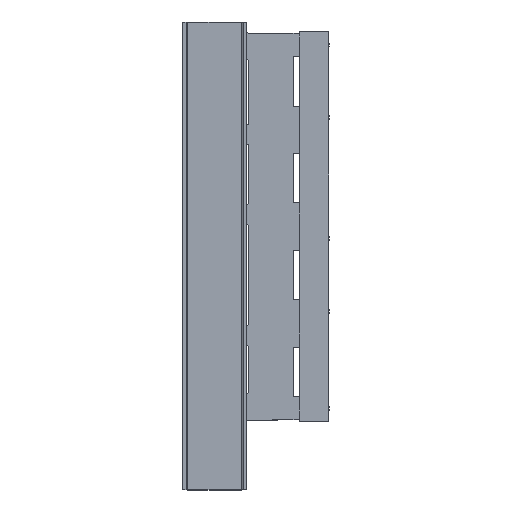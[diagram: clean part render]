
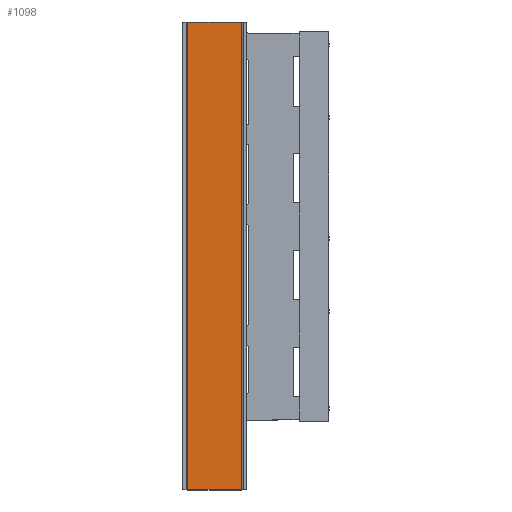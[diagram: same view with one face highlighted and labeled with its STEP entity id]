
A CAD part, top view. The second image highlights one B-rep face of the part: STEP entity #1098.
In plain terms, the highlighted planar face has unit normal (0, 0, 1).
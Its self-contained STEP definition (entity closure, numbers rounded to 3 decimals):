
#458=DIRECTION('',(-1.,0.,0.));
#459=VECTOR('',#458,33.39);
#460=CARTESIAN_POINT('',(180.067,365.696,-727.51));
#461=LINE('',#460,#459);
#494=DIRECTION('',(0.,-1.,0.));
#495=VECTOR('',#494,290.);
#496=CARTESIAN_POINT('',(146.677,655.696,-727.51));
#497=LINE('',#496,#495);
#501=DIRECTION('',(-1.,0.,0.));
#502=VECTOR('',#501,33.39);
#503=CARTESIAN_POINT('',(180.067,655.696,-727.51));
#504=LINE('',#503,#502);
#508=DIRECTION('',(0.,1.,0.));
#509=VECTOR('',#508,290.);
#510=CARTESIAN_POINT('',(180.067,365.696,-727.51));
#511=LINE('',#510,#509);
#814=CARTESIAN_POINT('',(146.677,655.696,-727.51));
#815=CARTESIAN_POINT('',(146.677,365.696,-727.51));
#816=VERTEX_POINT('',#814);
#817=VERTEX_POINT('',#815);
#822=CARTESIAN_POINT('',(180.067,365.696,-727.51));
#823=CARTESIAN_POINT('',(180.067,655.696,-727.51));
#824=VERTEX_POINT('',#822);
#825=VERTEX_POINT('',#823);
#1086=CARTESIAN_POINT('',(183.067,655.696,-727.51));
#1087=DIRECTION('',(0.,0.,1.));
#1088=DIRECTION('',(0.,-1.,0.));
#1089=AXIS2_PLACEMENT_3D('',#1086,#1087,#1088);
#1090=PLANE('',#1089);
#1091=ORIENTED_EDGE('',*,*,#996,.F.);
#1092=ORIENTED_EDGE('',*,*,#1022,.F.);
#1094=ORIENTED_EDGE('',*,*,#1093,.F.);
#1095=ORIENTED_EDGE('',*,*,#1057,.T.);
#1096=EDGE_LOOP('',(#1091,#1092,#1094,#1095));
#1097=FACE_OUTER_BOUND('',#1096,.F.);
#996=EDGE_CURVE('',#816,#817,#497,.T.);
#1022=EDGE_CURVE('',#825,#816,#504,.T.);
#1057=EDGE_CURVE('',#824,#817,#461,.T.);
#1093=EDGE_CURVE('',#824,#825,#511,.T.);
#1098=ADVANCED_FACE('',(#1097),#1090,.T.);
